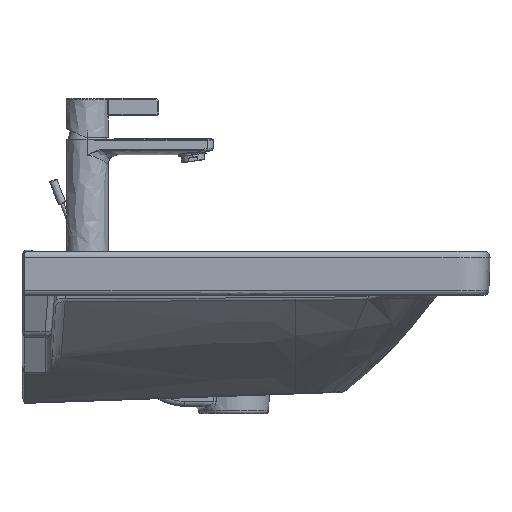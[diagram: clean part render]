
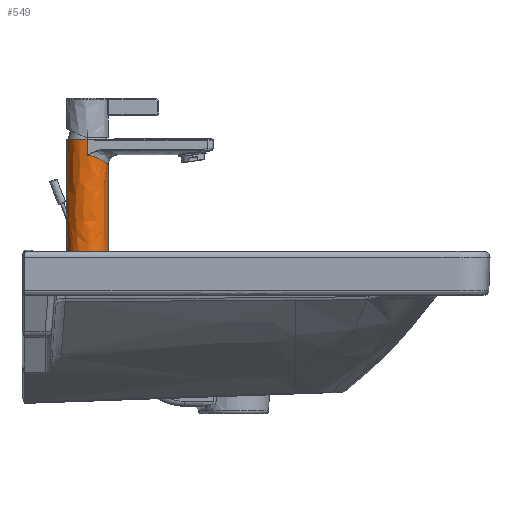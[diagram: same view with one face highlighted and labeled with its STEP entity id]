
A CAD part, left-side view. The second image highlights one B-rep face of the part: STEP entity #549.
In plain terms, the highlighted free-form (B-spline) face has degree [2, 1] with [9, 2] control points.
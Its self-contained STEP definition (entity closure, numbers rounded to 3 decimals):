
#549=ADVANCED_FACE('',(#1222),#9625,.T.);
#1222=FACE_OUTER_BOUND('',#1906,.T.);
#1906=EDGE_LOOP('',(#4328,#4329,#4330,#4331,#4332,#4333,#4334,#4335));
#4328=ORIENTED_EDGE('',*,*,#6422,.T.);
#4329=ORIENTED_EDGE('',*,*,#6421,.F.);
#4330=ORIENTED_EDGE('',*,*,#6423,.F.);
#4331=ORIENTED_EDGE('',*,*,#6420,.F.);
#4332=ORIENTED_EDGE('',*,*,#6400,.T.);
#4333=ORIENTED_EDGE('',*,*,#6317,.T.);
#4334=ORIENTED_EDGE('',*,*,#6424,.F.);
#4335=ORIENTED_EDGE('',*,*,#6419,.F.);
#6317=EDGE_CURVE('',#9125,#9123,#8093,.T.);
#6400=EDGE_CURVE('',#9183,#9125,#8173,.T.);
#6419=EDGE_CURVE('',#9194,#9138,#7069,.T.);
#6420=EDGE_CURVE('',#9183,#9140,#7070,.T.);
#6421=EDGE_CURVE('',#9141,#9193,#7071,.T.);
#6422=EDGE_CURVE('',#9194,#9193,#8191,.T.);
#6423=EDGE_CURVE('',#9140,#9141,#7072,.T.);
#6424=EDGE_CURVE('',#9138,#9123,#7073,.T.);
#7069=(
BOUNDED_CURVE()
B_SPLINE_CURVE(1,(#84364,#84365),.UNSPECIFIED.,.F.,.F.)
B_SPLINE_CURVE_WITH_KNOTS((2,2),(-65.981,0.),.UNSPECIFIED.)
CURVE()
GEOMETRIC_REPRESENTATION_ITEM()
RATIONAL_B_SPLINE_CURVE((1.,1.))
REPRESENTATION_ITEM('')
);
#7070=(
BOUNDED_CURVE()
B_SPLINE_CURVE(1,(#84366,#84367),.UNSPECIFIED.,.F.,.F.)
B_SPLINE_CURVE_WITH_KNOTS((2,2),(0.,92.5),.UNSPECIFIED.)
CURVE()
GEOMETRIC_REPRESENTATION_ITEM()
RATIONAL_B_SPLINE_CURVE((1.,1.))
REPRESENTATION_ITEM('')
);
#7071=(
BOUNDED_CURVE()
B_SPLINE_CURVE(1,(#84368,#84369),.UNSPECIFIED.,.F.,.F.)
B_SPLINE_CURVE_WITH_KNOTS((2,2),(-33.,0.),.UNSPECIFIED.)
CURVE()
GEOMETRIC_REPRESENTATION_ITEM()
RATIONAL_B_SPLINE_CURVE((1.,1.))
REPRESENTATION_ITEM('')
);
#7072=(
BOUNDED_CURVE()
B_SPLINE_CURVE(2,(#84392,#84393,#84394,#84395,#84396),.UNSPECIFIED.,.F.,
 .F.)
B_SPLINE_CURVE_WITH_KNOTS((3,2,3),(0.,33.772,67.544),
 .UNSPECIFIED.)
CURVE()
GEOMETRIC_REPRESENTATION_ITEM()
RATIONAL_B_SPLINE_CURVE((1.,0.707,1.,0.707,1.))
REPRESENTATION_ITEM('')
);
#7073=(
BOUNDED_CURVE()
B_SPLINE_CURVE(2,(#84397,#84398,#84399),.UNSPECIFIED.,.F.,.F.)
B_SPLINE_CURVE_WITH_KNOTS((3,3),(-33.772,0.),.UNSPECIFIED.)
CURVE()
GEOMETRIC_REPRESENTATION_ITEM()
RATIONAL_B_SPLINE_CURVE((1.,0.707,1.))
REPRESENTATION_ITEM('')
);
#8093=B_SPLINE_CURVE_WITH_KNOTS('',3,(#83657,#83658,#83659,#83660),
 .UNSPECIFIED.,.F.,.F.,(4,4),(-16.725,0.),.UNSPECIFIED.);
#8173=B_SPLINE_CURVE_WITH_KNOTS('',3,(#84241,#84242,#84243,#84244,#84245,
#84246,#84247,#84248,#84249,#84250),.UNSPECIFIED.,.F.,.F.,(4,2,2,2,4),(0.,
0.241,0.5,0.759,1.),.UNSPECIFIED.);
#8191=B_SPLINE_CURVE_WITH_KNOTS('',3,(#84370,#84371,#84372,#84373,#84374,
#84375,#84376,#84377,#84378,#84379,#84380,#84381,#84382,#84383,#84384,#84385,
#84386,#84387,#84388,#84389,#84390,#84391),.UNSPECIFIED.,.F.,.F.,(4,2,2,
2,2,2,2,2,2,2,4),(0.,0.028,0.059,0.123,
0.249,0.502,0.756,0.882,
0.94,0.971,1.),.UNSPECIFIED.);
#9123=VERTEX_POINT('',#83428);
#9125=VERTEX_POINT('',#83430);
#9138=VERTEX_POINT('',#83443);
#9140=VERTEX_POINT('',#83445);
#9141=VERTEX_POINT('',#83446);
#9183=VERTEX_POINT('',#83488);
#9193=VERTEX_POINT('',#83498);
#9194=VERTEX_POINT('',#83499);
#9625=(
BOUNDED_SURFACE()
B_SPLINE_SURFACE(2,1,((#83235,#83236),(#83237,#83238),(#83239,#83240),(#83241,
#83242),(#83243,#83244),(#83245,#83246),(#83247,#83248),(#83249,#83250),
(#83251,#83252)),.UNSPECIFIED.,.T.,.F.,.F.)
B_SPLINE_SURFACE_WITH_KNOTS((3,2,2,2,3),(2,2),(0.,33.772,67.544,
101.316,135.088),(0.,142.3),.UNSPECIFIED.)
GEOMETRIC_REPRESENTATION_ITEM()
RATIONAL_B_SPLINE_SURFACE(((1.,1.),(0.707,0.707),
(1.,1.),(0.707,0.707),(1.,1.),(0.707,
0.707),(1.,1.),(0.707,0.707),(1.,1.)))
REPRESENTATION_ITEM('')
SURFACE()
);
#83235=CARTESIAN_POINT('',(21.883,172.958,209.333));
#83236=CARTESIAN_POINT('',(21.883,172.958,67.033));
#83237=CARTESIAN_POINT('',(21.883,151.458,209.333));
#83238=CARTESIAN_POINT('',(21.883,151.458,67.033));
#83239=CARTESIAN_POINT('',(0.383,151.458,209.333));
#83240=CARTESIAN_POINT('',(0.383,151.458,67.033));
#83241=CARTESIAN_POINT('',(-21.117,151.458,209.333));
#83242=CARTESIAN_POINT('',(-21.117,151.458,67.033));
#83243=CARTESIAN_POINT('',(-21.117,172.958,209.333));
#83244=CARTESIAN_POINT('',(-21.117,172.958,67.033));
#83245=CARTESIAN_POINT('',(-21.117,194.458,209.333));
#83246=CARTESIAN_POINT('',(-21.117,194.458,67.033));
#83247=CARTESIAN_POINT('',(0.383,194.458,209.333));
#83248=CARTESIAN_POINT('',(0.383,194.458,67.033));
#83249=CARTESIAN_POINT('',(21.883,194.458,209.333));
#83250=CARTESIAN_POINT('',(21.883,194.458,67.033));
#83251=CARTESIAN_POINT('',(21.883,172.958,209.333));
#83252=CARTESIAN_POINT('',(21.883,172.958,67.033));
#83428=CARTESIAN_POINT('',(-21.117,172.958,197.333));
#83430=CARTESIAN_POINT('',(-21.116,172.952,180.609));
#83443=CARTESIAN_POINT('',(0.383,194.458,197.333));
#83445=CARTESIAN_POINT('',(0.383,151.458,79.033));
#83446=CARTESIAN_POINT('',(0.383,194.458,79.033));
#83488=CARTESIAN_POINT('',(0.383,151.458,171.533));
#83498=CARTESIAN_POINT('',(0.383,194.458,112.033));
#83499=CARTESIAN_POINT('',(0.383,194.458,131.352));
#83657=CARTESIAN_POINT('',(-21.116,172.952,180.609));
#83658=CARTESIAN_POINT('',(-21.116,172.954,186.184));
#83659=CARTESIAN_POINT('',(-21.117,172.956,191.758));
#83660=CARTESIAN_POINT('',(-21.117,172.958,197.333));
#84241=CARTESIAN_POINT('',(0.383,151.458,171.533));
#84242=CARTESIAN_POINT('',(-2.474,151.458,171.534));
#84243=CARTESIAN_POINT('',(-5.242,152.027,171.994));
#84244=CARTESIAN_POINT('',(-10.489,154.179,173.572));
#84245=CARTESIAN_POINT('',(-12.882,155.809,174.729));
#84246=CARTESIAN_POINT('',(-16.817,159.761,177.076));
#84247=CARTESIAN_POINT('',(-18.423,162.143,178.306));
#84248=CARTESIAN_POINT('',(-20.543,167.332,180.061));
#84249=CARTESIAN_POINT('',(-21.116,170.087,180.611));
#84250=CARTESIAN_POINT('',(-21.116,172.952,180.609));
#84364=CARTESIAN_POINT('',(0.383,194.458,131.352));
#84365=CARTESIAN_POINT('',(0.383,194.458,197.333));
#84366=CARTESIAN_POINT('',(0.383,151.458,171.533));
#84367=CARTESIAN_POINT('',(0.383,151.458,79.033));
#84368=CARTESIAN_POINT('',(0.383,194.458,79.033));
#84369=CARTESIAN_POINT('',(0.383,194.458,112.033));
#84370=CARTESIAN_POINT('',(0.383,194.458,131.352));
#84371=CARTESIAN_POINT('',(0.174,194.458,131.352));
#84372=CARTESIAN_POINT('',(0.034,194.455,131.266));
#84373=CARTESIAN_POINT('',(-0.284,194.448,130.99));
#84374=CARTESIAN_POINT('',(-0.407,194.444,130.819));
#84375=CARTESIAN_POINT('',(-0.751,194.429,130.247));
#84376=CARTESIAN_POINT('',(-0.912,194.419,129.841));
#84377=CARTESIAN_POINT('',(-1.333,194.391,128.586));
#84378=CARTESIAN_POINT('',(-1.517,194.374,127.74));
#84379=CARTESIAN_POINT('',(-1.957,194.332,125.139));
#84380=CARTESIAN_POINT('',(-2.09,194.315,123.404));
#84381=CARTESIAN_POINT('',(-2.137,194.31,119.884));
#84382=CARTESIAN_POINT('',(-2.052,194.321,118.149));
#84383=CARTESIAN_POINT('',(-1.636,194.363,115.54));
#84384=CARTESIAN_POINT('',(-1.454,194.381,114.696));
#84385=CARTESIAN_POINT('',(-1.015,194.413,113.484));
#84386=CARTESIAN_POINT('',(-0.818,194.425,113.042));
#84387=CARTESIAN_POINT('',(-0.463,194.441,112.523));
#84388=CARTESIAN_POINT('',(-0.328,194.447,112.366));
#84389=CARTESIAN_POINT('',(0.011,194.455,112.109));
#84390=CARTESIAN_POINT('',(0.169,194.458,112.033));
#84391=CARTESIAN_POINT('',(0.383,194.458,112.033));
#84392=CARTESIAN_POINT('',(0.383,151.458,79.033));
#84393=CARTESIAN_POINT('',(-21.117,151.458,79.033));
#84394=CARTESIAN_POINT('',(-21.117,172.958,79.033));
#84395=CARTESIAN_POINT('',(-21.117,194.458,79.033));
#84396=CARTESIAN_POINT('',(0.383,194.458,79.033));
#84397=CARTESIAN_POINT('',(0.383,194.458,197.333));
#84398=CARTESIAN_POINT('',(-21.117,194.458,197.333));
#84399=CARTESIAN_POINT('',(-21.117,172.958,197.333));
